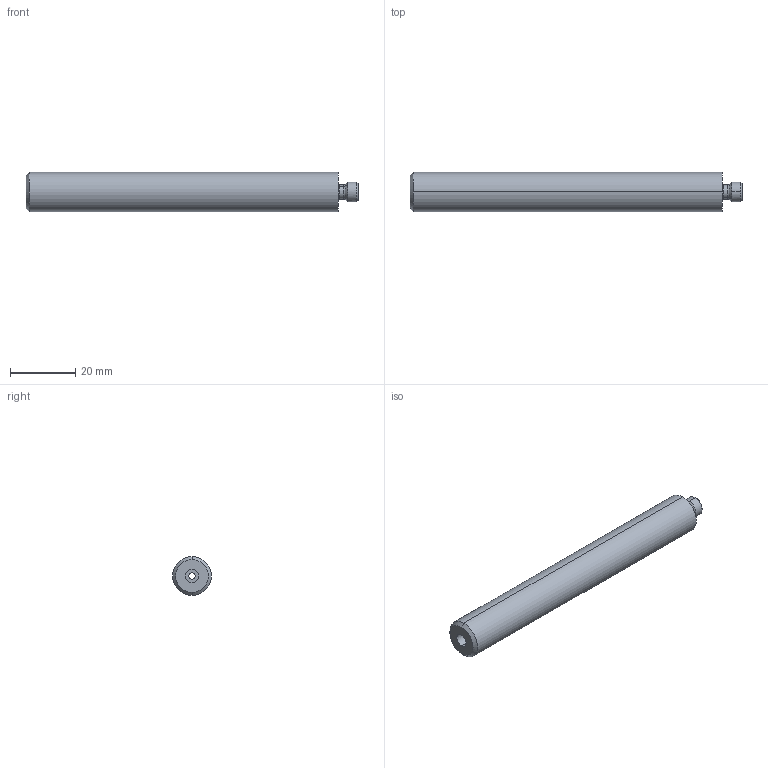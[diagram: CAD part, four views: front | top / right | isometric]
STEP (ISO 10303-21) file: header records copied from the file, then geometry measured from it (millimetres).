
FILE_DESCRIPTION (( 'STEP AP214' ), '1' );
FILE_NAME ('U12-HS6.K01.096_A.STEP', '2017-04-25T07:15:59', ( 'SWIAdmin' ), ( 'Hewlett-Packard Company' ), 'SwSTEP 2.0', 'SolidWorks 2015', '' );
FILE_SCHEMA (( 'AUTOMOTIVE_DESIGN' ));
Length unit declared in the file: millimetre
Products named in the file (3): HM1-BG1.006.015_A; HM1-U12.001.096_A; U12-HS6.K01.096_A
Assembly tree (2 placements, depth 2):
  U12-HS6.K01.096_A
    HM1-U12.001.096_A
    HM1-BG1.006.015_A
Bounding box: 102 x 12 x 12 mm (x, y, z)
Volume: 9890 mm3; surface area: 5455.8 mm2
Topology: 2 solids, 2 shells, 35 faces, 72 edges, 42 vertices
Faces by surface type: cylinder 14, cone 12, plane 5, torus 4
Entity records: 1046 total; most frequent: DIRECTION 198, CARTESIAN_POINT 154, ORIENTED_EDGE 144, AXIS2_PLACEMENT_3D 86, EDGE_CURVE 72, CIRCLE 46, VERTEX_POINT 42, EDGE_LOOP 40
